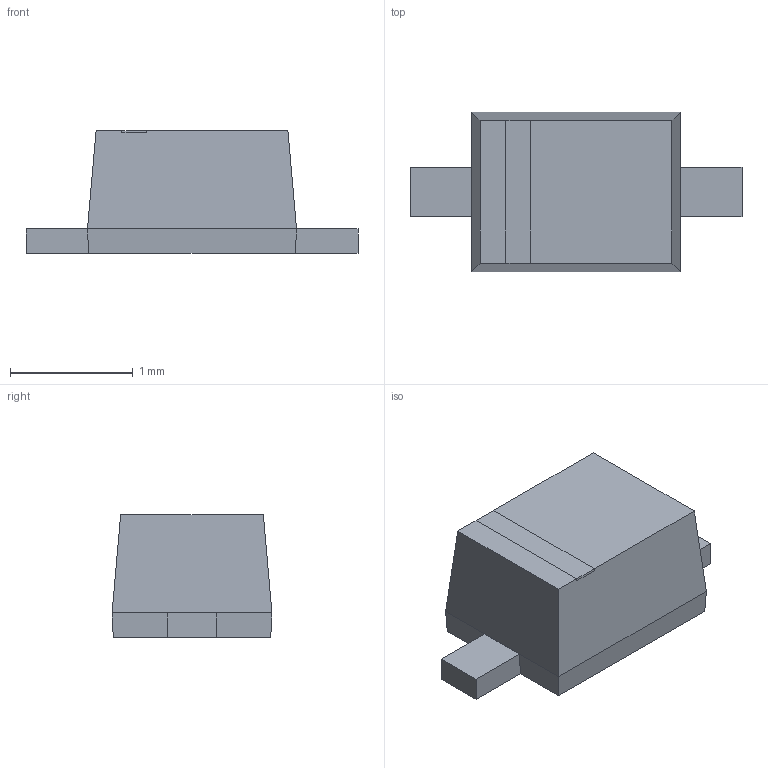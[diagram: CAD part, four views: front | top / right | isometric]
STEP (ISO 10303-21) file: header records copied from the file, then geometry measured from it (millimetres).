
FILE_DESCRIPTION((''),'2;1');
FILE_NAME('SODFL2512X100N.stp','2011-05-12T11:34:17',(''),(''),'Mechanical Desktop 2011','Mechanical Desktop 2011',', , ');
FILE_SCHEMA(('AUTOMOTIVE_DESIGN { 1 2 10303 214 1 1 1 1 }'));
Length unit declared in the file: millimetre
Products named in the file (1): Product
Bounding box: 2.7 x 1.3 x 1 mm (x, y, z)
Volume: 2.1 mm3; surface area: 16.3 mm2
Topology: 5 solids, 5 shells, 36 faces, 74 edges, 48 vertices
Faces by surface type: plane 26, bspline 10
Entity records: 981 total; most frequent: CARTESIAN_POINT 189, ORIENTED_EDGE 148, DIRECTION 128, VECTOR 74, LINE 74, EDGE_CURVE 74, VERTEX_POINT 48, EDGE_LOOP 36
